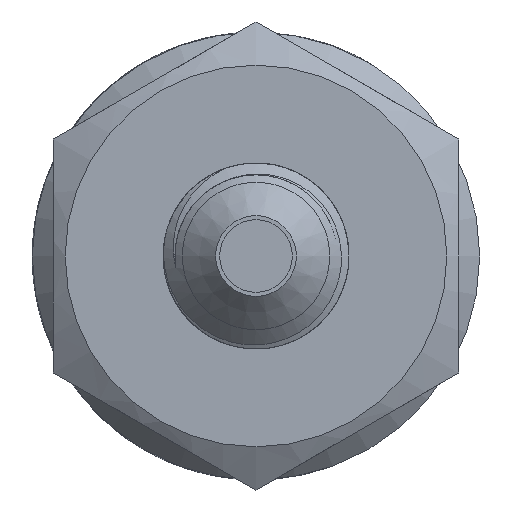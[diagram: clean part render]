
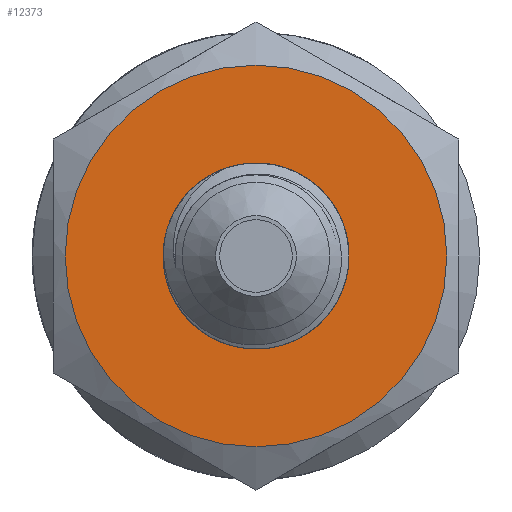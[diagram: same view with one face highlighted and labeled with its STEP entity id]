
A CAD part, left-side view. The second image highlights one B-rep face of the part: STEP entity #12373.
In plain terms, the highlighted planar face has unit normal (-1, 0, 0).
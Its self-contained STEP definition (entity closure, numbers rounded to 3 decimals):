
#1226=FACE_BOUND('',#3960,.T.);
#3235=FACE_OUTER_BOUND('',#3959,.T.);
#3959=EDGE_LOOP('',(#8322));
#3960=EDGE_LOOP('',(#8323));
#4718=CIRCLE('',#13159,11.3);
#4719=CIRCLE('',#13160,5.5);
#5012=VERTEX_POINT('',#17400);
#5013=VERTEX_POINT('',#17402);
#6332=EDGE_CURVE('',#5012,#5012,#4718,.T.);
#6333=EDGE_CURVE('',#5013,#5013,#4719,.T.);
#8322=ORIENTED_EDGE('',*,*,#6332,.T.);
#8323=ORIENTED_EDGE('',*,*,#6333,.T.);
#12111=PLANE('',#13158);
#12373=ADVANCED_FACE('',(#3235,#1226),#12111,.T.);
#13158=AXIS2_PLACEMENT_3D('',#17399,#13859,#13860);
#13159=AXIS2_PLACEMENT_3D('',#17401,#13861,#13862);
#13160=AXIS2_PLACEMENT_3D('',#17403,#13863,#13864);
#13859=DIRECTION('center_axis',(-1.,0.,0.));
#13860=DIRECTION('ref_axis',(0.,0.,1.));
#13861=DIRECTION('center_axis',(-1.,0.,0.));
#13862=DIRECTION('ref_axis',(0.,1.,0.));
#13863=DIRECTION('center_axis',(1.,0.,0.));
#13864=DIRECTION('ref_axis',(0.,0.,-1.));
#17399=CARTESIAN_POINT('Origin',(13.6,12.,0.));
#17400=CARTESIAN_POINT('',(13.6,-11.3,0.));
#17401=CARTESIAN_POINT('Origin',(13.6,0.,0.));
#17402=CARTESIAN_POINT('',(13.6,0.,5.5));
#17403=CARTESIAN_POINT('Origin',(13.6,0.,0.));
